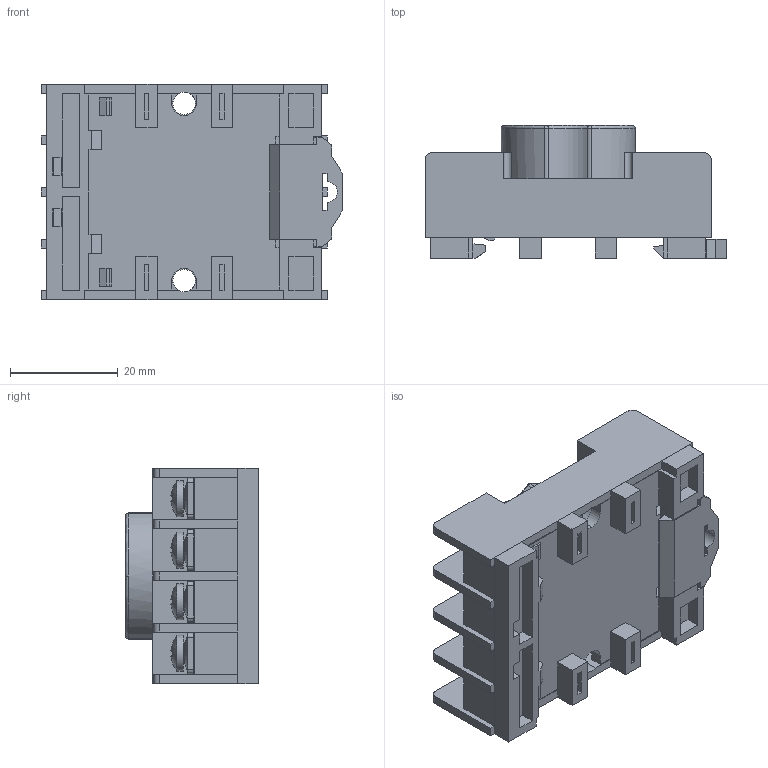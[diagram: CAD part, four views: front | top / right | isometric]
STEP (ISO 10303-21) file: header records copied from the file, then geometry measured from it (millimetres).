
FILE_DESCRIPTION (( 'STEP AP214' ), '1' );
FILE_NAME ('70169-D.step', '2020-01-22T11:45:41', ( '' ), ( '' ), 'SwSTEP 2.0', 'SolidWorks 2019', '' );
FILE_SCHEMA (( 'AUTOMOTIVE_DESIGN' ));
Length unit declared in the file: inch
Products named in the file (1): 70169-D
Bounding box: 56.01 x 24.66 x 40.01 mm (x, y, z)
Volume: 25750.9 mm3; surface area: 22668.3 mm2
Topology: 19 solids, 26 shells, 1205 faces, 3279 edges, 2127 vertices
Faces by surface type: plane 816, bspline 191, cylinder 182, cone 16
Entity records: 57569 total; most frequent: CARTESIAN_POINT 14129, ORIENTED_EDGE 6526, DIRECTION 5449, EDGE_CURVE 3263, LINE 2327, VECTOR 2327, VERTEX_POINT 2127, AXIS2_PLACEMENT_3D 1561
